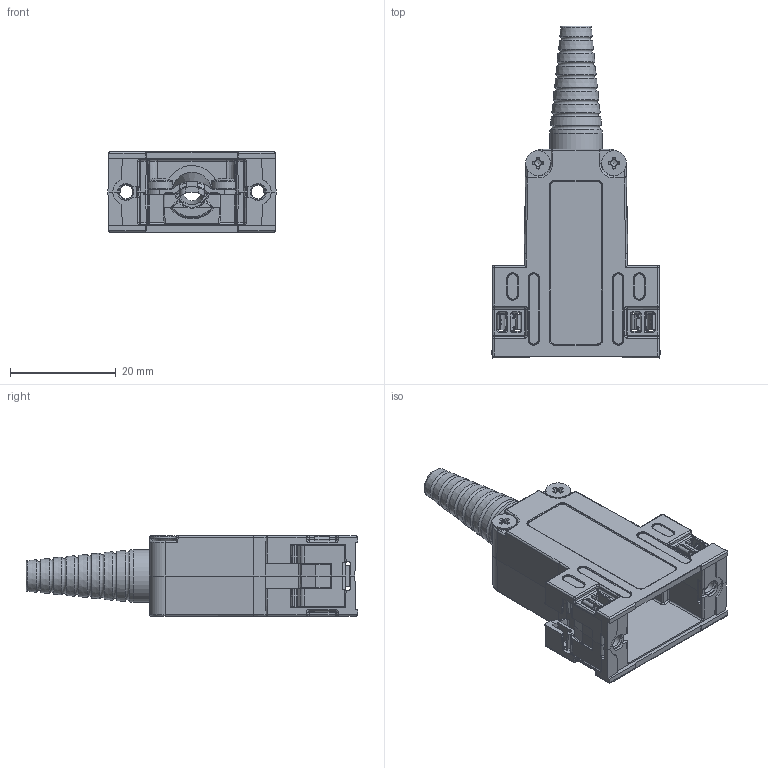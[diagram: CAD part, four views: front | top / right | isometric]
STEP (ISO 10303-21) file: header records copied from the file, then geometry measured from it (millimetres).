
FILE_DESCRIPTION(/* description */ (''),/* implementation_level */ '2;1');
FILE_NAME(/* name */ '2170953DCN001-BG_01.stp',/* time_stamp */ '2023-04-18T10:15:58+02:00',/* author */ (''),/* organization */ (''),/* preprocessor_version */ 'ST-DEVELOPER v19.3',/* originating_system */ 'SIEMENS PLM Software NX2212.3001',/* authorisation */ '');
FILE_SCHEMA (('AUTOMOTIVE_DESIGN { 1 0 10303 214 3 1 1 1 }'));
Products named in the file (1): 2170953DCN001-BG_01_objects
Bounding box: 31.87 x 62.92 x 15.2 mm (x, y, z)
Volume: 6771.6 mm3; surface area: 11098.7 mm2
Topology: 13 solids, 13 shells, 2419 faces, 6153 edges, 3599 vertices
Faces by surface type: cylinder 872, plane 786, bspline 320, sphere 194, cone 94, torus 83, extrusion 70
Full cylindrical faces by diameter (mm): 2.2 x2, 2.25 x2, 2.3 x2, 2.5 x6, 2.6 x2, 4.7 x2, 5 x2, 7.5 x1, 10 x1
Entity records: 79723 total; most frequent: CARTESIAN_POINT 24521, ORIENTED_EDGE 11614, DIRECTION 11314, EDGE_CURVE 5807, AXIS2_PLACEMENT_3D 4276, VERTEX_POINT 3530, VECTOR 2762, LINE 2692
